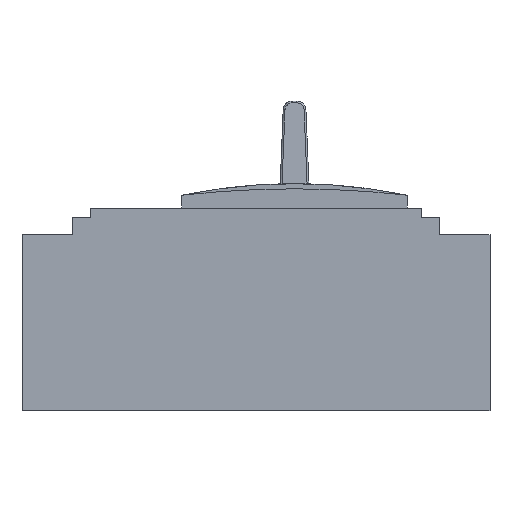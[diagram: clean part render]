
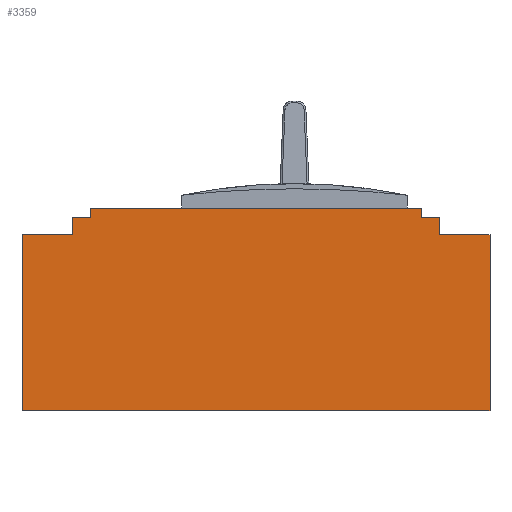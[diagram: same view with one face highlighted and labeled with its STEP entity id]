
A CAD part, front view. The second image highlights one B-rep face of the part: STEP entity #3359.
In plain terms, the highlighted planar face has unit normal (0, -1, 0).
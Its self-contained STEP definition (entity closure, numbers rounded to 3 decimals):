
#169 = LINE ( 'NONE', #2235, #4416 ) ;
#288 = CARTESIAN_POINT ( 'NONE',  ( 90., -70., 110.5 ) ) ;
#300 = EDGE_CURVE ( 'NONE', #2011, #1888, #6246, .T. ) ;
#350 = CARTESIAN_POINT ( 'NONE',  ( 127.5, -70., 0. ) ) ;
#387 = VERTEX_POINT ( 'NONE', #5166 ) ;
#734 = EDGE_CURVE ( 'NONE', #2258, #1363, #5764, .T. ) ;
#748 = VECTOR ( 'NONE', #4495, 1000. ) ;
#755 = ORIENTED_EDGE ( 'NONE', *, *, #1016, .F. ) ;
#857 = DIRECTION ( 'NONE',  ( 1., 0., 0. ) ) ;
#909 = CARTESIAN_POINT ( 'NONE',  ( -100., -70., 96. ) ) ;
#927 = EDGE_LOOP ( 'NONE', ( #4565, #1833, #2444, #3846, #5570, #2814, #5508, #2960, #1979, #3294, #755, #2985 ) ) ;
#1016 = EDGE_CURVE ( 'NONE', #5546, #3417, #3508, .T. ) ;
#1041 = EDGE_CURVE ( 'NONE', #387, #1377, #1467, .T. ) ;
#1133 = CARTESIAN_POINT ( 'NONE',  ( 100., -70., 105.5 ) ) ;
#1196 = VECTOR ( 'NONE', #3406, 1000. ) ;
#1264 = DIRECTION ( 'NONE',  ( 1., 0., 0. ) ) ;
#1315 = DIRECTION ( 'NONE',  ( 0., 1., 0. ) ) ;
#1363 = VERTEX_POINT ( 'NONE', #4504 ) ;
#1377 = VERTEX_POINT ( 'NONE', #350 ) ;
#1408 = VECTOR ( 'NONE', #1621, 1000. ) ;
#1411 = FACE_OUTER_BOUND ( 'NONE', #927, .T. ) ;
#1438 = CARTESIAN_POINT ( 'NONE',  ( 127.5, -70., 96. ) ) ;
#1467 = LINE ( 'NONE', #4451, #4990 ) ;
#1475 = EDGE_CURVE ( 'NONE', #2029, #1888, #4798, .T. ) ;
#1502 = CARTESIAN_POINT ( 'NONE',  ( 90., -70., 105.5 ) ) ;
#1542 = CARTESIAN_POINT ( 'NONE',  ( 90., -70., 110.5 ) ) ;
#1621 = DIRECTION ( 'NONE',  ( 1., 0., 0. ) ) ;
#1681 = CARTESIAN_POINT ( 'NONE',  ( 100., -70., 96. ) ) ;
#1783 = LINE ( 'NONE', #2291, #1196 ) ;
#1833 = ORIENTED_EDGE ( 'NONE', *, *, #2326, .F. ) ;
#1888 = VERTEX_POINT ( 'NONE', #6238 ) ;
#1895 = CARTESIAN_POINT ( 'NONE',  ( 127.5, -70., 96. ) ) ;
#1925 = DIRECTION ( 'NONE',  ( -1., 0., 0. ) ) ;
#1979 = ORIENTED_EDGE ( 'NONE', *, *, #300, .F. ) ;
#1982 = EDGE_CURVE ( 'NONE', #2011, #3417, #1783, .T. ) ;
#2011 = VERTEX_POINT ( 'NONE', #3775 ) ;
#2029 = VERTEX_POINT ( 'NONE', #3372 ) ;
#2084 = LINE ( 'NONE', #1542, #4385 ) ;
#2100 = EDGE_CURVE ( 'NONE', #2029, #6558, #5900, .T. ) ;
#2235 = CARTESIAN_POINT ( 'NONE',  ( -127.5, -70., 96. ) ) ;
#2258 = VERTEX_POINT ( 'NONE', #1502 ) ;
#2291 = CARTESIAN_POINT ( 'NONE',  ( -100., -70., 105.5 ) ) ;
#2326 = EDGE_CURVE ( 'NONE', #4608, #1377, #3476, .T. ) ;
#2358 = CARTESIAN_POINT ( 'NONE',  ( 90., -70., 110.5 ) ) ;
#2444 = ORIENTED_EDGE ( 'NONE', *, *, #3344, .F. ) ;
#2605 = CARTESIAN_POINT ( 'NONE',  ( -90., -70., 110.5 ) ) ;
#2744 = DIRECTION ( 'NONE',  ( 0., 0., -1. ) ) ;
#2814 = ORIENTED_EDGE ( 'NONE', *, *, #6644, .F. ) ;
#2960 = ORIENTED_EDGE ( 'NONE', *, *, #1475, .T. ) ;
#2967 = DIRECTION ( 'NONE',  ( 0., 0., -1. ) ) ;
#2985 = ORIENTED_EDGE ( 'NONE', *, *, #6072, .T. ) ;
#3002 = DIRECTION ( 'NONE',  ( 0., 0., -1. ) ) ;
#3027 = CARTESIAN_POINT ( 'NONE',  ( 127.5, -70., 96. ) ) ;
#3206 = DIRECTION ( 'NONE',  ( 1., 0., 0. ) ) ;
#3215 = LINE ( 'NONE', #3315, #4550 ) ;
#3294 = ORIENTED_EDGE ( 'NONE', *, *, #1982, .T. ) ;
#3315 = CARTESIAN_POINT ( 'NONE',  ( 100., -70., 105.5 ) ) ;
#3344 = EDGE_CURVE ( 'NONE', #5233, #4608, #4527, .T. ) ;
#3359 = ADVANCED_FACE ( 'NONE', ( #1411 ), #4056, .F. ) ;
#3372 = CARTESIAN_POINT ( 'NONE',  ( -90., -70., 110.5 ) ) ;
#3406 = DIRECTION ( 'NONE',  ( 0., 0., -1. ) ) ;
#3417 = VERTEX_POINT ( 'NONE', #909 ) ;
#3476 = LINE ( 'NONE', #1438, #4012 ) ;
#3508 = LINE ( 'NONE', #3027, #4560 ) ;
#3775 = CARTESIAN_POINT ( 'NONE',  ( -100., -70., 105.5 ) ) ;
#3806 = CARTESIAN_POINT ( 'NONE',  ( -127.5, -70., 96. ) ) ;
#3846 = ORIENTED_EDGE ( 'NONE', *, *, #4790, .F. ) ;
#4012 = VECTOR ( 'NONE', #2967, 1000. ) ;
#4056 = PLANE ( 'NONE',  #4632 ) ;
#4292 = DIRECTION ( 'NONE',  ( 0., 0., -1. ) ) ;
#4339 = VECTOR ( 'NONE', #3206, 1000. ) ;
#4385 = VECTOR ( 'NONE', #3002, 1000. ) ;
#4416 = VECTOR ( 'NONE', #4292, 1000. ) ;
#4451 = CARTESIAN_POINT ( 'NONE',  ( 127.5, -70., 0. ) ) ;
#4495 = DIRECTION ( 'NONE',  ( 1., 0., 0. ) ) ;
#4504 = CARTESIAN_POINT ( 'NONE',  ( 100., -70., 105.5 ) ) ;
#4527 = LINE ( 'NONE', #1895, #748 ) ;
#4550 = VECTOR ( 'NONE', #5804, 1000. ) ;
#4560 = VECTOR ( 'NONE', #6463, 1000. ) ;
#4565 = ORIENTED_EDGE ( 'NONE', *, *, #1041, .T. ) ;
#4608 = VERTEX_POINT ( 'NONE', #4626 ) ;
#4626 = CARTESIAN_POINT ( 'NONE',  ( 127.5, -70., 96. ) ) ;
#4632 = AXIS2_PLACEMENT_3D ( 'NONE', #5437, #1315, #1925 ) ;
#4731 = CARTESIAN_POINT ( 'NONE',  ( 100., -70., 105.5 ) ) ;
#4790 = EDGE_CURVE ( 'NONE', #1363, #5233, #3215, .T. ) ;
#4798 = LINE ( 'NONE', #2605, #5956 ) ;
#4990 = VECTOR ( 'NONE', #857, 1000. ) ;
#5166 = CARTESIAN_POINT ( 'NONE',  ( -127.5, -70., 0. ) ) ;
#5233 = VERTEX_POINT ( 'NONE', #1681 ) ;
#5437 = CARTESIAN_POINT ( 'NONE',  ( 127.5, -70., 96. ) ) ;
#5508 = ORIENTED_EDGE ( 'NONE', *, *, #2100, .F. ) ;
#5546 = VERTEX_POINT ( 'NONE', #3806 ) ;
#5570 = ORIENTED_EDGE ( 'NONE', *, *, #734, .F. ) ;
#5764 = LINE ( 'NONE', #1133, #4339 ) ;
#5804 = DIRECTION ( 'NONE',  ( 0., 0., -1. ) ) ;
#5900 = LINE ( 'NONE', #288, #6164 ) ;
#5956 = VECTOR ( 'NONE', #2744, 1000. ) ;
#6072 = EDGE_CURVE ( 'NONE', #5546, #387, #169, .T. ) ;
#6164 = VECTOR ( 'NONE', #1264, 1000. ) ;
#6238 = CARTESIAN_POINT ( 'NONE',  ( -90., -70., 105.5 ) ) ;
#6246 = LINE ( 'NONE', #4731, #1408 ) ;
#6463 = DIRECTION ( 'NONE',  ( 1., 0., 0. ) ) ;
#6558 = VERTEX_POINT ( 'NONE', #2358 ) ;
#6644 = EDGE_CURVE ( 'NONE', #6558, #2258, #2084, .T. ) ;
